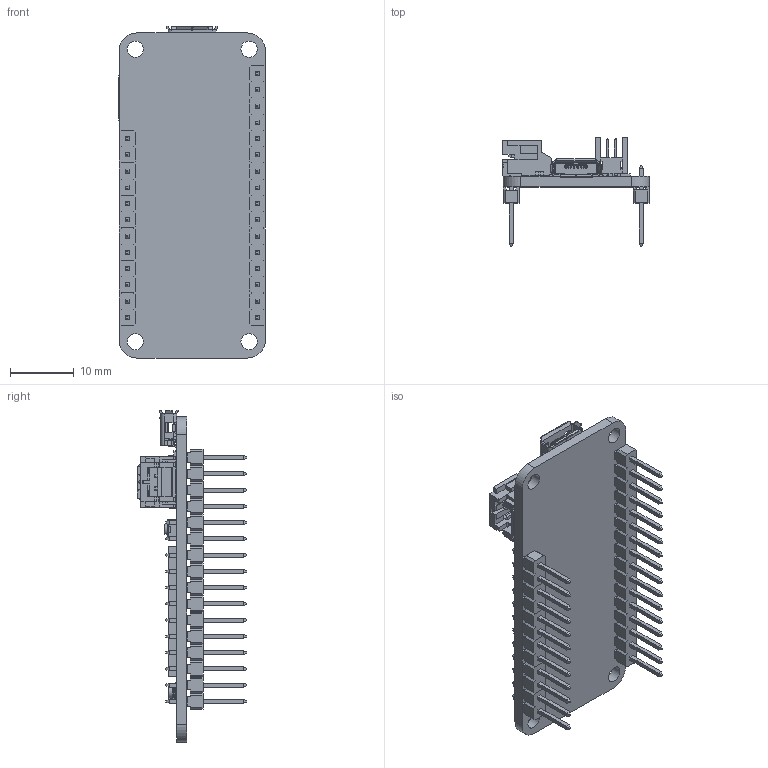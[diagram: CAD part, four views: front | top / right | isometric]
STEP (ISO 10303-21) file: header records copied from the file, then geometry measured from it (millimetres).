
FILE_DESCRIPTION(/* description */ (''),/* implementation_level */ '2;1');
FILE_NAME(/* name */ 'Argon3D v2.step',/* time_stamp */ '2020-04-11T18:30:47-06:00',/* author */ (''),/* organization */ (''),/* preprocessor_version */ 'ST-DEVELOPER v18',/* originating_system */ 'Autodesk Translation Framework v8.12.0.6',/* authorisation */ '');
FILE_SCHEMA (('AUTOMOTIVE_DESIGN { 1 0 10303 214 3 1 1 }'));
Products named in the file (17): Argon3D; 961102-6804-XX; 475890001; CLVBA-FKA; Antenna; ob1; 961116-6804-XX v1; FTSH-105-01-L-DV-K; _FTSH-105-01-L-DV-K_body; _FTSH-105-01-L-DV-K_pins1; _FTSH-105-01-L-DV-K_pins2; CPU; S2B-PH-SM4-TB(LF)(SN)--3DModel-STEP-56544 v1; RECE; SMDButton; singleled; ob1_ob2
Assembly tree (24 placements, depth 3):
  Argon3D
    961102-6804-XX
    475890001
    RECE  x2
    CLVBA-FKA
    SMDButton  x2
    Antenna
    ob1
    ob1_ob2  x6
    singleled  x2
    961116-6804-XX v1
    FTSH-105-01-L-DV-K
      _FTSH-105-01-L-DV-K_body
      _FTSH-105-01-L-DV-K_pins1
      _FTSH-105-01-L-DV-K_pins2
    CPU
    S2B-PH-SM4-TB(LF)(SN)--3DModel-STEP-56544 v1
Bounding box: 22.91 x 17.05 x 51.88 mm (x, y, z)
Volume: 3033.7 mm3; surface area: 6369.8 mm2
Topology: 72 solids, 72 shells, 2489 faces, 6494 edges, 4212 vertices
Faces by surface type: plane 2227, cylinder 230, cone 12, bspline 10, sphere 6, torus 4
Full cylindrical faces by diameter (mm): 0.5 x4, 0.889 x28, 1 x2, 1.3 x4, 1.6 x2, 1.75 x4, 1.9 x2, 2 x4, 2.54 x4
Entity records: 69445 total; most frequent: CARTESIAN_POINT 12614, ORIENTED_EDGE 11680, DIRECTION 10773, EDGE_CURVE 5840, LINE 5365, VECTOR 5365, VERTEX_POINT 3774, AXIS2_PLACEMENT_3D 2704
